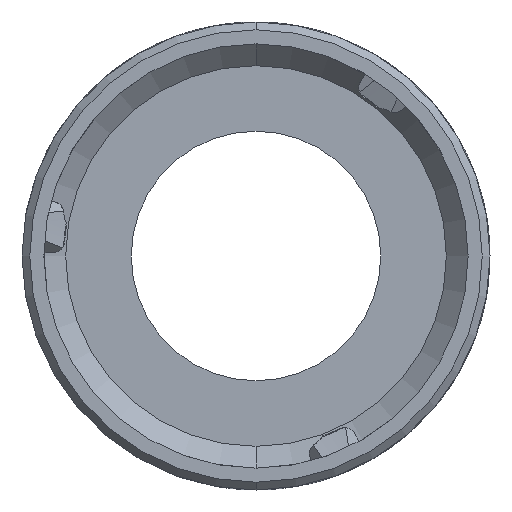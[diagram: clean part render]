
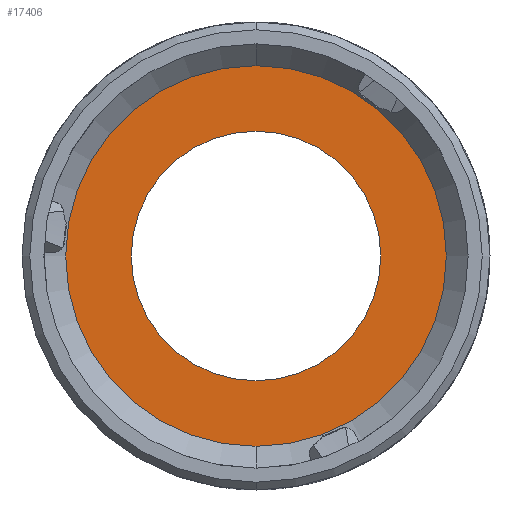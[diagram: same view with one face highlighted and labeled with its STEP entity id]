
A CAD part, front view. The second image highlights one B-rep face of the part: STEP entity #17406.
In plain terms, the highlighted planar face has unit normal (0, -1, 0).
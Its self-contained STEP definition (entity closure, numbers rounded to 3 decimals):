
#64 = DIRECTION ( 'NONE',  ( 0., 1., 0. ) ) ;
#867 = EDGE_CURVE ( 'NONE', #11063, #8731, #16863, .T. ) ;
#1310 = AXIS2_PLACEMENT_3D ( 'NONE', #17270, #18741, #7711 ) ;
#1478 = CARTESIAN_POINT ( 'NONE',  ( 0., 76.5, 0. ) ) ;
#1650 = DIRECTION ( 'NONE',  ( 0., 1., 0. ) ) ;
#1713 = DIRECTION ( 'NONE',  ( 0., 0., 1. ) ) ;
#1769 = DIRECTION ( 'NONE',  ( 0., 0., -1. ) ) ;
#1909 = CARTESIAN_POINT ( 'NONE',  ( 0., 76.5, -8. ) ) ;
#2198 = ORIENTED_EDGE ( 'NONE', *, *, #10322, .F. ) ;
#2369 = VERTEX_POINT ( 'NONE', #3009 ) ;
#2501 = AXIS2_PLACEMENT_3D ( 'NONE', #1478, #4818, #11147 ) ;
#3009 = CARTESIAN_POINT ( 'NONE',  ( 0., 76.5, -13.6 ) ) ;
#3189 = CARTESIAN_POINT ( 'NONE',  ( 0., 76.5, 0. ) ) ;
#3332 = FACE_OUTER_BOUND ( 'NONE', #6790, .T. ) ;
#3360 = AXIS2_PLACEMENT_3D ( 'NONE', #16099, #1650, #1713 ) ;
#3740 = VERTEX_POINT ( 'NONE', #12739 ) ;
#4818 = DIRECTION ( 'NONE',  ( 0., -1., 0. ) ) ;
#5832 = ORIENTED_EDGE ( 'NONE', *, *, #867, .F. ) ;
#6790 = EDGE_LOOP ( 'NONE', ( #2198, #13265 ) ) ;
#7275 = EDGE_CURVE ( 'NONE', #3740, #2369, #13649, .T. ) ;
#7711 = DIRECTION ( 'NONE',  ( 0., 0., 1. ) ) ;
#7806 = ORIENTED_EDGE ( 'NONE', *, *, #17741, .F. ) ;
#8099 = DIRECTION ( 'NONE',  ( 0., 0., 1. ) ) ;
#8204 = DIRECTION ( 'NONE',  ( 0., -1., 0. ) ) ;
#8731 = VERTEX_POINT ( 'NONE', #1909 ) ;
#9825 = CIRCLE ( 'NONE', #2501, 8. ) ;
#10322 = EDGE_CURVE ( 'NONE', #2369, #3740, #20166, .T. ) ;
#11063 = VERTEX_POINT ( 'NONE', #15586 ) ;
#11147 = DIRECTION ( 'NONE',  ( 0., 0., -1. ) ) ;
#11179 = CARTESIAN_POINT ( 'NONE',  ( 0., 76.5, 0. ) ) ;
#12739 = CARTESIAN_POINT ( 'NONE',  ( 0., 76.5, 13.6 ) ) ;
#13265 = ORIENTED_EDGE ( 'NONE', *, *, #7275, .F. ) ;
#13649 = CIRCLE ( 'NONE', #3360, 13.6 ) ;
#15586 = CARTESIAN_POINT ( 'NONE',  ( 0., 76.5, 8. ) ) ;
#15997 = AXIS2_PLACEMENT_3D ( 'NONE', #3189, #64, #8099 ) ;
#16099 = CARTESIAN_POINT ( 'NONE',  ( 0., 76.5, 0. ) ) ;
#16863 = CIRCLE ( 'NONE', #20341, 8. ) ;
#16952 = EDGE_LOOP ( 'NONE', ( #7806, #5832 ) ) ;
#16984 = PLANE ( 'NONE',  #1310 ) ;
#17270 = CARTESIAN_POINT ( 'NONE',  ( 0., 76.5, 0. ) ) ;
#17406 = ADVANCED_FACE ( 'NONE', ( #3332, #17590 ), #16984, .F. ) ;
#17590 = FACE_BOUND ( 'NONE', #16952, .T. ) ;
#17741 = EDGE_CURVE ( 'NONE', #8731, #11063, #9825, .T. ) ;
#18741 = DIRECTION ( 'NONE',  ( 0., 1., 0. ) ) ;
#20166 = CIRCLE ( 'NONE', #15997, 13.6 ) ;
#20341 = AXIS2_PLACEMENT_3D ( 'NONE', #11179, #8204, #1769 ) ;
